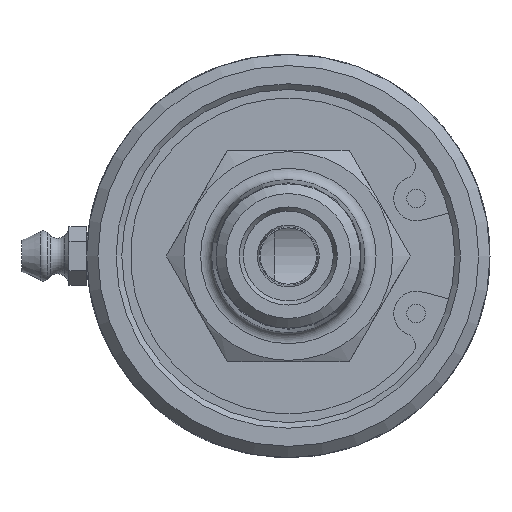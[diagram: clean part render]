
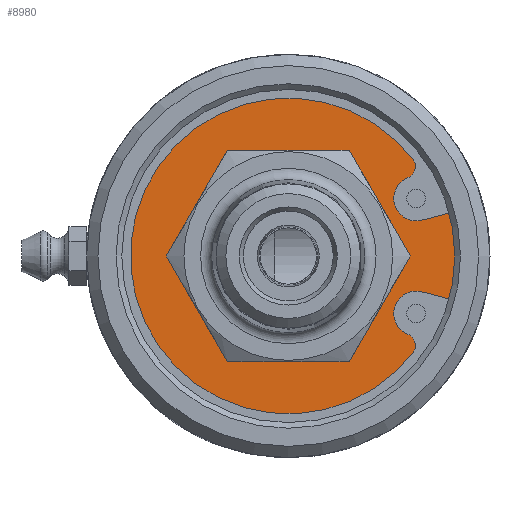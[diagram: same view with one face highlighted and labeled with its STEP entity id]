
A CAD part, left-side view. The second image highlights one B-rep face of the part: STEP entity #8980.
In plain terms, the highlighted planar face has unit normal (-1, 0, 0).
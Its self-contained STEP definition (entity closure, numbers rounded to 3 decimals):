
#117=FACE_BOUND('',#2438,.T.);
#1338=CIRCLE('',#9429,25.375);
#1341=CIRCLE('',#9432,25.375);
#1348=CIRCLE('',#9441,3.17);
#1349=CIRCLE('',#9442,1.758);
#1350=CIRCLE('',#9443,22.303);
#1351=CIRCLE('',#9444,1.758);
#1352=CIRCLE('',#9445,3.17);
#1353=CIRCLE('',#9446,13.9);
#1354=CIRCLE('',#9447,13.9);
#1886=FACE_OUTER_BOUND('',#2437,.T.);
#2437=EDGE_LOOP('',(#7587,#7588,#7589,#7590,#7591,#7592,#7593,#7594,#7595));
#2438=EDGE_LOOP('',(#7596,#7597));
#2966=LINE('',#22919,#3432);
#2967=LINE('',#22921,#3433);
#3432=VECTOR('',#10653,10.);
#3433=VECTOR('',#10654,10.);
#4171=VERTEX_POINT('',#22765);
#4174=VERTEX_POINT('',#22770);
#4175=VERTEX_POINT('',#22772);
#4194=VERTEX_POINT('',#22918);
#4195=VERTEX_POINT('',#22920);
#4196=VERTEX_POINT('',#22922);
#4197=VERTEX_POINT('',#22924);
#4198=VERTEX_POINT('',#22926);
#4199=VERTEX_POINT('',#22928);
#4200=VERTEX_POINT('',#22931);
#4201=VERTEX_POINT('',#22932);
#5352=EDGE_CURVE('',#4175,#4174,#1338,.T.);
#5356=EDGE_CURVE('',#4171,#4175,#1341,.T.);
#5375=EDGE_CURVE('',#4194,#4171,#2966,.T.);
#5376=EDGE_CURVE('',#4174,#4195,#2967,.T.);
#5377=EDGE_CURVE('',#4195,#4196,#1348,.T.);
#5378=EDGE_CURVE('',#4196,#4197,#1349,.T.);
#5379=EDGE_CURVE('',#4197,#4198,#1350,.T.);
#5380=EDGE_CURVE('',#4198,#4199,#1351,.T.);
#5381=EDGE_CURVE('',#4199,#4194,#1352,.T.);
#5382=EDGE_CURVE('',#4200,#4201,#1353,.T.);
#5383=EDGE_CURVE('',#4201,#4200,#1354,.T.);
#7587=ORIENTED_EDGE('',*,*,#5375,.T.);
#7588=ORIENTED_EDGE('',*,*,#5356,.T.);
#7589=ORIENTED_EDGE('',*,*,#5352,.T.);
#7590=ORIENTED_EDGE('',*,*,#5376,.T.);
#7591=ORIENTED_EDGE('',*,*,#5377,.T.);
#7592=ORIENTED_EDGE('',*,*,#5378,.T.);
#7593=ORIENTED_EDGE('',*,*,#5379,.T.);
#7594=ORIENTED_EDGE('',*,*,#5380,.T.);
#7595=ORIENTED_EDGE('',*,*,#5381,.T.);
#7596=ORIENTED_EDGE('',*,*,#5382,.T.);
#7597=ORIENTED_EDGE('',*,*,#5383,.T.);
#8594=PLANE('',#9440);
#8980=ADVANCED_FACE('',(#1886,#117),#8594,.F.);
#9429=AXIS2_PLACEMENT_3D('',#22773,#10626,#10627);
#9432=AXIS2_PLACEMENT_3D('',#22779,#10633,#10634);
#9440=AXIS2_PLACEMENT_3D('',#22917,#10651,#10652);
#9441=AXIS2_PLACEMENT_3D('',#22923,#10655,#10656);
#9442=AXIS2_PLACEMENT_3D('',#22925,#10657,#10658);
#9443=AXIS2_PLACEMENT_3D('',#22927,#10659,#10660);
#9444=AXIS2_PLACEMENT_3D('',#22929,#10661,#10662);
#9445=AXIS2_PLACEMENT_3D('',#22930,#10663,#10664);
#9446=AXIS2_PLACEMENT_3D('',#22933,#10665,#10666);
#9447=AXIS2_PLACEMENT_3D('',#22934,#10667,#10668);
#10626=DIRECTION('center_axis',(-1.,0.,0.));
#10627=DIRECTION('ref_axis',(0.,1.,0.));
#10633=DIRECTION('center_axis',(-1.,0.,0.));
#10634=DIRECTION('ref_axis',(0.,1.,0.));
#10651=DIRECTION('center_axis',(1.,0.,0.));
#10652=DIRECTION('ref_axis',(0.,0.,-1.));
#10653=DIRECTION('',(0.,-0.966,-0.259));
#10654=DIRECTION('',(0.,0.966,-0.259));
#10655=DIRECTION('center_axis',(1.,0.,0.));
#10656=DIRECTION('ref_axis',(0.,-0.259,-0.966));
#10657=DIRECTION('center_axis',(-1.,0.,0.));
#10658=DIRECTION('ref_axis',(0.,0.881,-0.473));
#10659=DIRECTION('center_axis',(-1.,0.,0.));
#10660=DIRECTION('ref_axis',(0.,0.796,0.605));
#10661=DIRECTION('center_axis',(-1.,0.,0.));
#10662=DIRECTION('ref_axis',(0.,0.488,-0.873));
#10663=DIRECTION('center_axis',(1.,0.,0.));
#10664=DIRECTION('ref_axis',(0.,0.315,-0.949));
#10665=DIRECTION('center_axis',(1.,0.,0.));
#10666=DIRECTION('ref_axis',(0.,0.,
1.));
#10667=DIRECTION('center_axis',(1.,0.,0.));
#10668=DIRECTION('ref_axis',(0.,0.,
1.));
#22765=CARTESIAN_POINT('',(3.978,-24.51,-6.568));
#22770=CARTESIAN_POINT('',(3.978,-24.51,6.568));
#22772=CARTESIAN_POINT('',(3.978,-25.375,0.));
#22773=CARTESIAN_POINT('Origin',(3.978,0.,0.));
#22779=CARTESIAN_POINT('Origin',(3.978,0.,0.));
#22917=CARTESIAN_POINT('Origin',(3.978,18.91,0.));
#22918=CARTESIAN_POINT('',(3.978,-18.884,-5.06));
#22919=CARTESIAN_POINT('',(3.978,-6.336,-1.698));
#22920=CARTESIAN_POINT('',(3.978,-18.884,5.06));
#22921=CARTESIAN_POINT('',(3.978,-3.523,0.944));
#22922=CARTESIAN_POINT('',(3.978,-17.064,11.13));
#22923=CARTESIAN_POINT('Origin',(3.978,-18.064,8.122));
#22924=CARTESIAN_POINT('',(3.978,-17.755,13.497));
#22925=CARTESIAN_POINT('Origin',(3.978,-16.206,12.665));
#22926=CARTESIAN_POINT('',(3.978,-17.755,-13.497));
#22927=CARTESIAN_POINT('Origin',(3.978,0.,0.));
#22928=CARTESIAN_POINT('',(3.978,-17.064,-11.13));
#22929=CARTESIAN_POINT('Origin',(3.978,-16.206,-12.665));
#22930=CARTESIAN_POINT('Origin',(3.978,-18.064,-8.122));
#22931=CARTESIAN_POINT('',(3.978,0.,13.9));
#22932=CARTESIAN_POINT('',(3.978,0.,-13.9));
#22933=CARTESIAN_POINT('Origin',(3.978,0.,0.));
#22934=CARTESIAN_POINT('Origin',(3.978,0.,0.));
